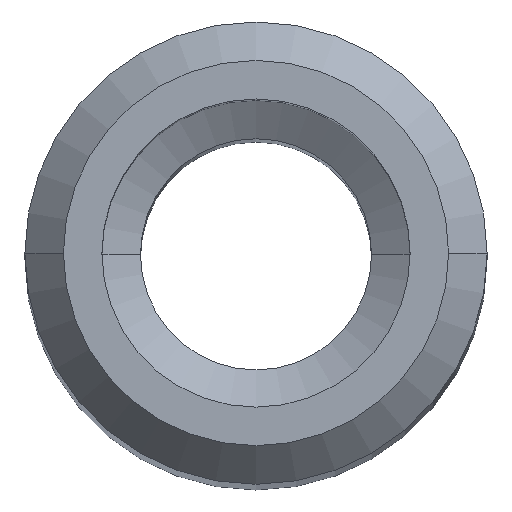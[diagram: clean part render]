
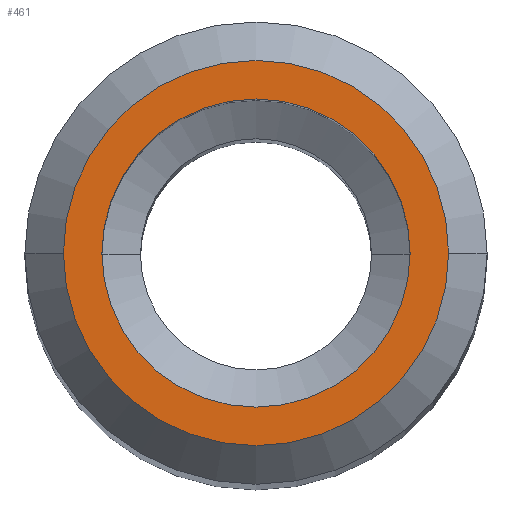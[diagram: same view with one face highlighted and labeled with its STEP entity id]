
A CAD part, top view. The second image highlights one B-rep face of the part: STEP entity #461.
In plain terms, the highlighted planar face has unit normal (0, 0, 1).
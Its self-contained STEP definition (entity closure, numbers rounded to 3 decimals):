
#14 = CARTESIAN_POINT ( 'NONE',  ( 5., 0., 87. ) ) ;
#18 = AXIS2_PLACEMENT_3D ( 'NONE', #29, #387, #73 ) ;
#27 = CARTESIAN_POINT ( 'NONE',  ( -5., 0., 87. ) ) ;
#29 = CARTESIAN_POINT ( 'NONE',  ( 0., 0., 87. ) ) ;
#47 = AXIS2_PLACEMENT_3D ( 'NONE', #247, #166, #231 ) ;
#49 = DIRECTION ( 'NONE',  ( 0., 0., 1. ) ) ;
#71 = DIRECTION ( 'NONE',  ( 1., 0., 0. ) ) ;
#73 = DIRECTION ( 'NONE',  ( 1., 0., 0. ) ) ;
#84 = AXIS2_PLACEMENT_3D ( 'NONE', #400, #49, #365 ) ;
#120 = EDGE_CURVE ( 'NONE', #276, #386, #128, .T. ) ;
#128 = CIRCLE ( 'NONE', #47, 5. ) ;
#140 = EDGE_CURVE ( 'NONE', #261, #438, #412, .T. ) ;
#141 = ORIENTED_EDGE ( 'NONE', *, *, #256, .F. ) ;
#160 = CARTESIAN_POINT ( 'NONE',  ( 4., 0., 87. ) ) ;
#166 = DIRECTION ( 'NONE',  ( 0., 0., 1. ) ) ;
#178 = AXIS2_PLACEMENT_3D ( 'NONE', #390, #382, #380 ) ;
#185 = EDGE_CURVE ( 'NONE', #386, #276, #262, .T. ) ;
#195 = PLANE ( 'NONE',  #392 ) ;
#216 = ORIENTED_EDGE ( 'NONE', *, *, #120, .T. ) ;
#226 = EDGE_LOOP ( 'NONE', ( #435, #216 ) ) ;
#231 = DIRECTION ( 'NONE',  ( 1., 0., 0. ) ) ;
#247 = CARTESIAN_POINT ( 'NONE',  ( 0., 0., 87. ) ) ;
#256 = EDGE_CURVE ( 'NONE', #438, #261, #260, .T. ) ;
#260 = CIRCLE ( 'NONE', #84, 4. ) ;
#261 = VERTEX_POINT ( 'NONE', #479 ) ;
#262 = CIRCLE ( 'NONE', #178, 5. ) ;
#276 = VERTEX_POINT ( 'NONE', #14 ) ;
#281 = FACE_BOUND ( 'NONE', #337, .T. ) ;
#314 = DIRECTION ( 'NONE',  ( 0., 0., 1. ) ) ;
#317 = FACE_OUTER_BOUND ( 'NONE', #226, .T. ) ;
#337 = EDGE_LOOP ( 'NONE', ( #141, #452 ) ) ;
#357 = CARTESIAN_POINT ( 'NONE',  ( 0., 0., 87. ) ) ;
#365 = DIRECTION ( 'NONE',  ( 1., 0., 0. ) ) ;
#380 = DIRECTION ( 'NONE',  ( 1., 0., 0. ) ) ;
#382 = DIRECTION ( 'NONE',  ( 0., 0., 1. ) ) ;
#386 = VERTEX_POINT ( 'NONE', #27 ) ;
#387 = DIRECTION ( 'NONE',  ( 0., 0., 1. ) ) ;
#390 = CARTESIAN_POINT ( 'NONE',  ( 0., 0., 87. ) ) ;
#392 = AXIS2_PLACEMENT_3D ( 'NONE', #357, #314, #71 ) ;
#400 = CARTESIAN_POINT ( 'NONE',  ( 0., 0., 87. ) ) ;
#412 = CIRCLE ( 'NONE', #18, 4. ) ;
#435 = ORIENTED_EDGE ( 'NONE', *, *, #185, .T. ) ;
#438 = VERTEX_POINT ( 'NONE', #160 ) ;
#452 = ORIENTED_EDGE ( 'NONE', *, *, #140, .F. ) ;
#461 = ADVANCED_FACE ( 'NONE', ( #281, #317 ), #195, .T. ) ;
#479 = CARTESIAN_POINT ( 'NONE',  ( -4., 0., 87. ) ) ;
